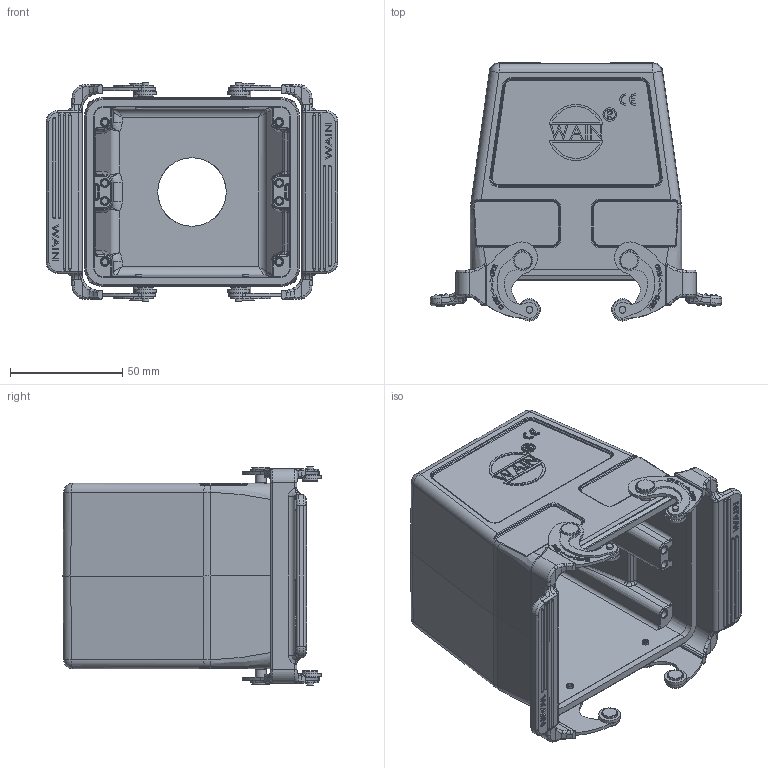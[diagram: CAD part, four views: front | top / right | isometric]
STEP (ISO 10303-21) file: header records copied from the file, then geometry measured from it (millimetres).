
FILE_DESCRIPTION(/* description */ (''),/* implementation_level */ '2;1');
FILE_NAME(/* name */ '3D_1240327411004_HV32B-CCT-2L_SC-M32_V1.1.stp',/* time_stamp */ '2024-01-02T12:50:21+08:00',/* author */ (''),/* organization */ (''),/* preprocessor_version */ 'ST-DEVELOPER v18.1',/* originating_system */ 'SIEMENS PLM Software NX 1980',/* authorisation */ '');
FILE_SCHEMA (('AP203_CONFIGURATION_CONTROLLED_3D_DESIGN_OF_MECHANICAL_PARTS_AND_ASSEMBLIES_MIM_LF { 1 0 10303 403 2 1 2}'));
Products named in the file (1): _model2
Bounding box: 129.79 x 114.79 x 97 mm (x, y, z)
Volume: 191507.7 mm3; surface area: 97764.2 mm2
Topology: 10 solids, 10 shells, 1934 faces, 4879 edges, 3098 vertices
Faces by surface type: plane 849, cylinder 653, torus 146, bspline 112, extrusion 70, cone 66, sphere 38
Full cylindrical faces by diameter (mm): 1.9 x4, 2.74 x8, 2.959 x4, 3 x16, 3.5 x8, 4.8 x6, 4.9 x4, 5 x8, 6 x2, 7 x4, 8 x4, 9.8 x4, 30.5 x1
Entity records: 82720 total; most frequent: CARTESIAN_POINT 24658, ORIENTED_EDGE 9298, DIRECTION 8946, EDGE_CURVE 4649, AXIS2_PLACEMENT_3D 3242, VERTEX_POINT 3019, VECTOR 2462, LINE 2392
